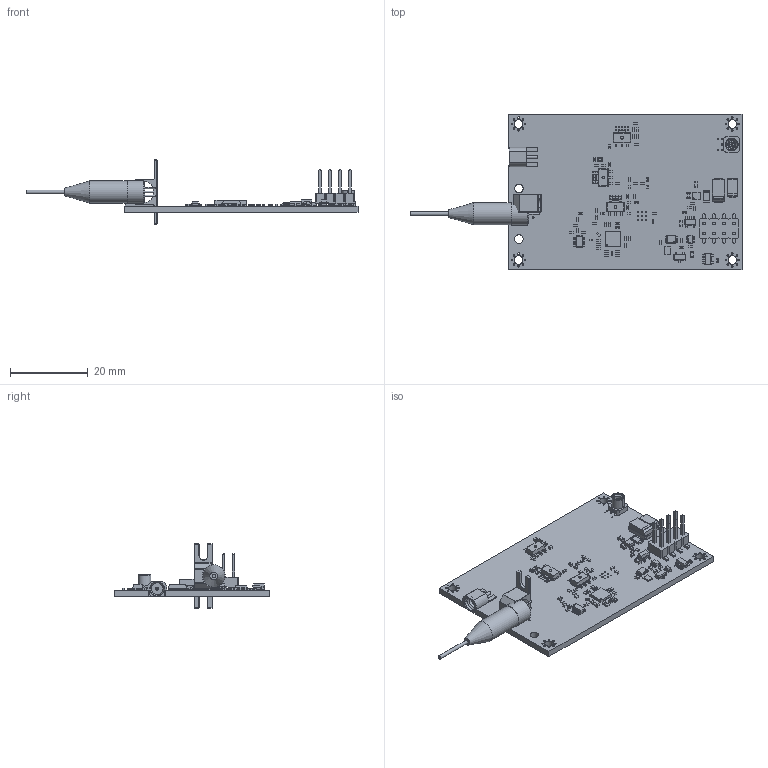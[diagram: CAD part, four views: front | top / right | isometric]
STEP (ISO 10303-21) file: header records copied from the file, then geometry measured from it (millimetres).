
FILE_DESCRIPTION(('KiCad electronic assembly'),'2;1');
FILE_NAME('frx.step','2024-05-18T18:45:53',('Pcbnew'),('Kicad'), 'Open CASCADE STEP processor 7.7','KiCad to STEP converter','Unknown' );
FILE_SCHEMA(('AUTOMOTIVE_DESIGN { 1 0 10303 214 1 1 1 1 }'));
Length unit declared in the file: millimetre
Products named in the file (44): frx 1; R_0402_1005Metric; SOT-89-3; CQ assembly; SOT-363_SC-70-6; SOT_363_SC_70_6; C_0402_1005Metric; L_0402_1005Metric; SMP_PE44482_3D; PE44482; C_0603_1608Metric; MountedTOCan_PD; Unnamed1; LED_0603_1608Metric; WSON-6-1EP_2x2mm_P0.65mm_EP1x1.6mm; WSON_6_1EP_2x2mm_P065mm_EP1x16mm; SMP_PE44489_3D; PE44489; Analog_LFCSP-16-1EP_4x4mm_P0.65mm_EP2.35x2.35mm; Fuse_1206_3216Metric; SOT-23; SOT_23; PinHeader_2x04_P2.54mm_Vertical_SMD; PinHeader_2x04_P254mm_Vertical_SMD; RUG0010A; RUG0010A_ASM; CP_EIA-6032-28_Kemet-C; CP_EIA_6032_28_Kemet_C; D_SMA; SOT-23-5; SOT_23_5; VSSOP-8_2.3x2mm_P0.5mm; VSSOP_8_23x2mm_P05mm; SOT-23-8; SOT_23_8; frx_PCB
Assembly tree (109 placements, depth 3):
  frx 1
    R_0402_1005Metric  x19
      R_0402_1005Metric
    SOT-89-3  x3
      CQ assembly
    SOT-363_SC-70-6
      SOT_363_SC_70_6
    C_0402_1005Metric  x34
      C_0402_1005Metric
    L_0402_1005Metric  x11
      L_0402_1005Metric
    SMP_PE44482_3D
      PE44482
    C_0603_1608Metric  x3
      C_0603_1608Metric
    MountedTOCan_PD
      Unnamed1
    LED_0603_1608Metric
      LED_0603_1608Metric
    WSON-6-1EP_2x2mm_P0.65mm_EP1x1.6mm
      WSON_6_1EP_2x2mm_P065mm_EP1x16mm
    SMP_PE44489_3D
      PE44489
    Analog_LFCSP-16-1EP_4x4mm_P0.65mm_EP2.35x2.35mm
      CQ assembly
    Fuse_1206_3216Metric
      Fuse_1206_3216Metric
    SOT-23
      SOT_23
    PinHeader_2x04_P2.54mm_Vertical_SMD
      PinHeader_2x04_P254mm_Vertical_SMD
    RUG0010A
      RUG0010A_ASM
    CP_EIA-6032-28_Kemet-C
      CP_EIA_6032_28_Kemet_C
    D_SMA
      D_SMA
    SOT-23-5  x2
      SOT_23_5
    VSSOP-8_2.3x2mm_P0.5mm
      VSSOP_8_23x2mm_P05mm
    SOT-23-8
      SOT_23_8
    frx_PCB
Bounding box: 85.44 x 40 x 16.5 mm (x, y, z)
Volume: 4811.5 mm3; surface area: 7562.8 mm2
Topology: 136 solids, 136 shells, 3768 faces, 9507 edges, 6143 vertices
Faces by surface type: plane 2405, cylinder 1141, bspline 198, cone 15, torus 4, revolution 4, sphere 1
Full cylindrical faces by diameter (mm): 0.25 x3, 0.254 x11, 0.3 x99, 0.381 x1, 0.4 x35, 0.5 x3, 0.7 x8, 0.786 x1, 0.9 x1, 1.19 x1, 2.2 x6, 2.6 x1, 3.048 x1, 3.175 x1, 3.607 x1, 5 x1, 5.2 x1, 5.6 x1, 5.7 x1, 5.9 x1
Entity records: 64933 total; most frequent: CARTESIAN_POINT 11365, ORIENTED_EDGE 9172, DIRECTION 8831, EDGE_CURVE 4586, LINE 3461, VECTOR 3461, VERTEX_POINT 2905, AXIS2_PLACEMENT_3D 2683
